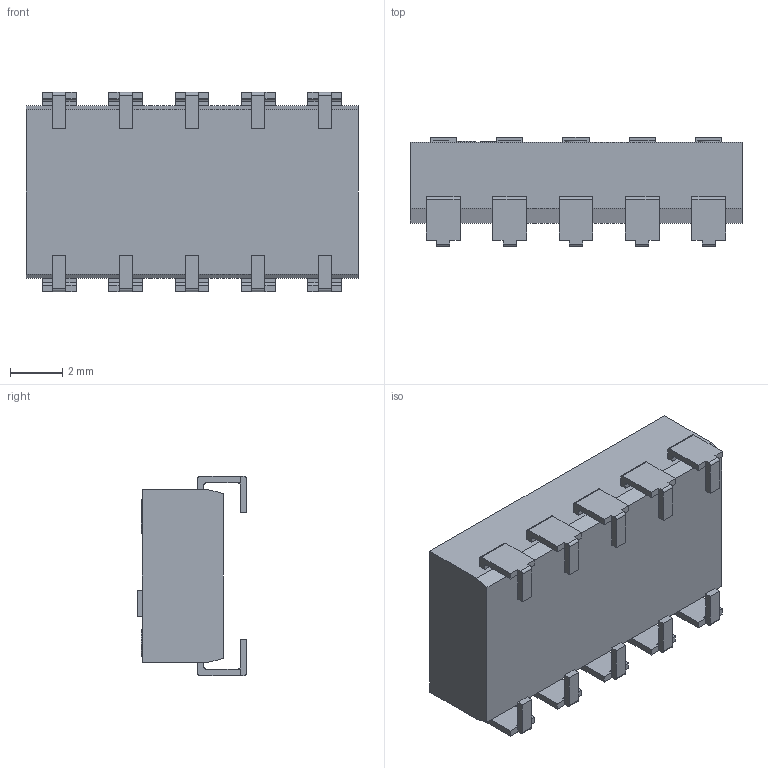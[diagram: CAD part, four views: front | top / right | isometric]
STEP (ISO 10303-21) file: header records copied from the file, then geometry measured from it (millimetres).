
FILE_DESCRIPTION (( 'STEP AP214' ), '1' );
FILE_NAME ('User Library-DIP-Schalter SMD 5polig RM2,54.STEP', '2019-08-07T11:20:35', ( '' ), ( '' ), 'SwSTEP 2.0', 'SolidWorks 2019', '' );
FILE_SCHEMA (( 'AUTOMOTIVE_DESIGN' ));
Length unit declared in the file: millimetre
Products named in the file (1): User Library-DIP-Schalter SMD 5polig RM2,54
Bounding box: 12.7 x 4.2 x 7.62 mm (x, y, z)
Volume: 260.4 mm3; surface area: 395.3 mm2
Topology: 1 solids, 1 shells, 324 faces, 879 edges, 586 vertices
Faces by surface type: plane 240, bspline 44, cylinder 40
Entity records: 15773 total; most frequent: CARTESIAN_POINT 4210, ORIENTED_EDGE 1758, DIRECTION 1433, EDGE_CURVE 879, LINE 711, VECTOR 711, VERTEX_POINT 586, AXIS2_PLACEMENT_3D 361
